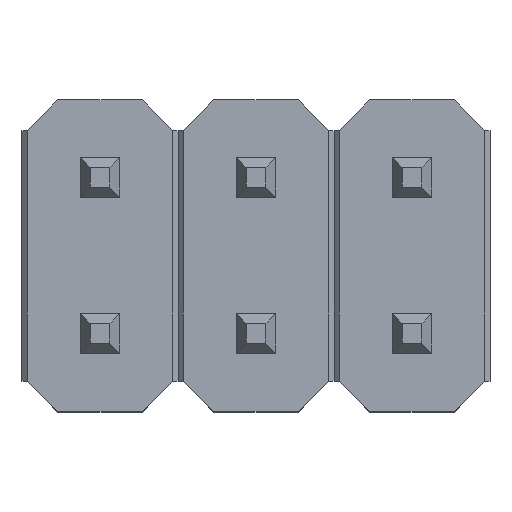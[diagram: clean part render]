
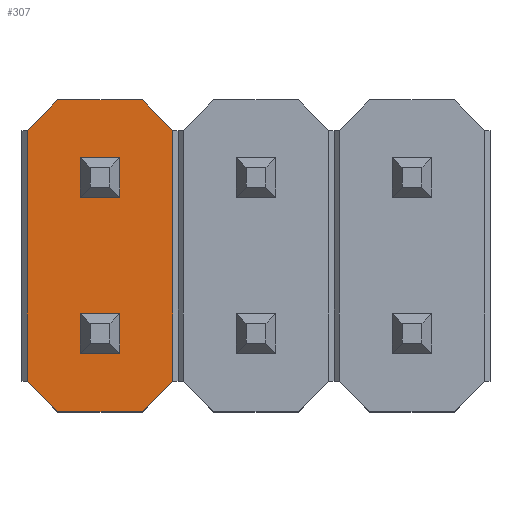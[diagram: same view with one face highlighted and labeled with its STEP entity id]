
A CAD part, top view. The second image highlights one B-rep face of the part: STEP entity #307.
In plain terms, the highlighted planar face has unit normal (0, 0, 1).
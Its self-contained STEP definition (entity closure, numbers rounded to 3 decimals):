
#307=ADVANCED_FACE('',(#1543),#1545,.T.);
#1543=FACE_BOUND('',#1544,.T.);
#1544=EDGE_LOOP('',(#2490,#2491,#2492,#2493,#2494,#2495,#2496,#2497));
#1545=PLANE('',#1546);
#1546=AXIS2_PLACEMENT_3D('',#1547,#1548,#1549);
#1547=CARTESIAN_POINT('',(0.,0.,2.5));
#1548=DIRECTION('',(0.,0.,1.));
#1549=DIRECTION('',(1.,0.,0.));
#2490=ORIENTED_EDGE('',*,*,#3050,.T.);
#2491=ORIENTED_EDGE('',*,*,#3051,.T.);
#2492=ORIENTED_EDGE('',*,*,#3052,.T.);
#2493=ORIENTED_EDGE('',*,*,#3053,.T.);
#2494=ORIENTED_EDGE('',*,*,#2992,.T.);
#2495=ORIENTED_EDGE('',*,*,#3054,.T.);
#2496=ORIENTED_EDGE('',*,*,#3055,.T.);
#2497=ORIENTED_EDGE('',*,*,#3056,.T.);
#2992=EDGE_CURVE('',#3295,#3293,#3296,.F.);
#3050=EDGE_CURVE('',#3386,#3387,#3388,.F.);
#3051=EDGE_CURVE('',#3387,#3389,#3390,.T.);
#3052=EDGE_CURVE('',#3389,#3391,#3392,.T.);
#3053=EDGE_CURVE('',#3391,#3295,#3393,.T.);
#3054=EDGE_CURVE('',#3293,#3394,#3395,.T.);
#3055=EDGE_CURVE('',#3394,#3396,#3397,.T.);
#3056=EDGE_CURVE('',#3396,#3386,#3398,.T.);
#3293=VERTEX_POINT('',#3767);
#3295=VERTEX_POINT('',#3771);
#3296=LINE('',#3772,#3773);
#3386=VERTEX_POINT('',#3978);
#3387=VERTEX_POINT('',#3979);
#3388=LINE('',#3980,#3981);
#3389=VERTEX_POINT('',#3983);
#3390=LINE('',#3984,#3985);
#3391=VERTEX_POINT('',#3987);
#3392=LINE('',#3988,#3989);
#3393=LINE('',#3991,#3992);
#3394=VERTEX_POINT('',#3994);
#3395=LINE('',#3995,#3996);
#3396=VERTEX_POINT('',#3998);
#3397=LINE('',#3999,#4000);
#3398=LINE('',#4002,#4003);
#3767=CARTESIAN_POINT('',(1.185,3.31,2.5));
#3771=CARTESIAN_POINT('',(1.185,-0.77,2.5));
#3772=CARTESIAN_POINT('',(1.185,3.31,2.5));
#3773=VECTOR('',#3774,1.);
#3774=DIRECTION('',(0.,-1.,0.));
#3978=CARTESIAN_POINT('',(-1.185,3.31,2.5));
#3979=CARTESIAN_POINT('',(-1.185,-0.77,2.5));
#3980=CARTESIAN_POINT('',(-1.185,-0.77,2.5));
#3981=VECTOR('',#3982,1.);
#3982=DIRECTION('',(0.,1.,0.));
#3983=CARTESIAN_POINT('',(-0.685,-1.27,2.5));
#3984=CARTESIAN_POINT('',(-1.185,-0.77,2.5));
#3985=VECTOR('',#3986,1.);
#3986=DIRECTION('',(0.707,-0.707,0.));
#3987=CARTESIAN_POINT('',(0.685,-1.27,2.5));
#3988=CARTESIAN_POINT('',(-0.685,-1.27,2.5));
#3989=VECTOR('',#3990,1.);
#3990=DIRECTION('',(1.,0.,0.));
#3991=CARTESIAN_POINT('',(0.685,-1.27,2.5));
#3992=VECTOR('',#3993,1.);
#3993=DIRECTION('',(0.707,0.707,0.));
#3994=CARTESIAN_POINT('',(0.685,3.81,2.5));
#3995=CARTESIAN_POINT('',(1.185,3.31,2.5));
#3996=VECTOR('',#3997,1.);
#3997=DIRECTION('',(-0.707,0.707,0.));
#3998=CARTESIAN_POINT('',(-0.685,3.81,2.5));
#3999=CARTESIAN_POINT('',(0.685,3.81,2.5));
#4000=VECTOR('',#4001,1.);
#4001=DIRECTION('',(-1.,0.,0.));
#4002=CARTESIAN_POINT('',(-0.685,3.81,2.5));
#4003=VECTOR('',#4004,1.);
#4004=DIRECTION('',(-0.707,-0.707,0.));
